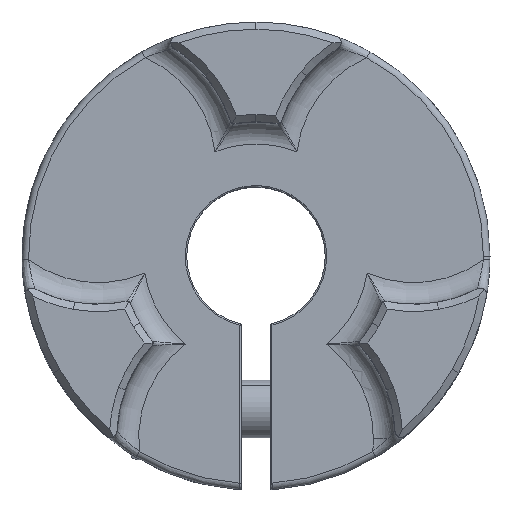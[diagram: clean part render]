
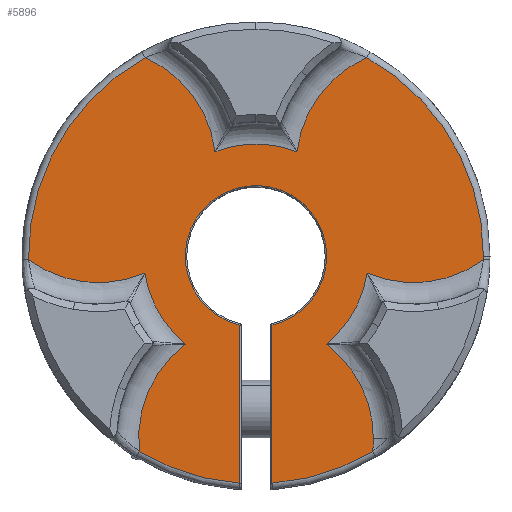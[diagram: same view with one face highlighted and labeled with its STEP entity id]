
A CAD part, top view. The second image highlights one B-rep face of the part: STEP entity #5896.
In plain terms, the highlighted planar face has unit normal (0, 0, 1).
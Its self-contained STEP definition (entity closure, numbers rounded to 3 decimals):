
#258=CIRCLE('',#6176,4.865);
#271=CIRCLE('',#6197,15.65);
#288=CIRCLE('',#6230,8.077);
#289=CIRCLE('',#6231,8.077);
#290=CIRCLE('',#6232,7.73);
#291=CIRCLE('',#6233,8.077);
#292=CIRCLE('',#6234,15.65);
#293=CIRCLE('',#6235,15.65);
#294=CIRCLE('',#6236,8.077);
#295=CIRCLE('',#6237,7.73);
#296=CIRCLE('',#6238,8.077);
#297=CIRCLE('',#6239,15.65);
#298=CIRCLE('',#6240,8.077);
#299=CIRCLE('',#6241,7.73);
#300=CIRCLE('',#6242,8.077);
#301=CIRCLE('',#6243,15.65);
#302=CIRCLE('',#6244,4.865);
#1447=VERTEX_POINT('',#14792);
#1456=VERTEX_POINT('',#15351);
#1470=VERTEX_POINT('',#15410);
#1474=VERTEX_POINT('',#15419);
#1487=VERTEX_POINT('',#15910);
#1491=VERTEX_POINT('',#15947);
#1509=VERTEX_POINT('',#16039);
#1510=VERTEX_POINT('',#16041);
#1511=VERTEX_POINT('',#16043);
#1512=VERTEX_POINT('',#16045);
#1513=VERTEX_POINT('',#16047);
#1514=VERTEX_POINT('',#16049);
#1515=VERTEX_POINT('',#16051);
#1516=VERTEX_POINT('',#16053);
#1517=VERTEX_POINT('',#16055);
#1518=VERTEX_POINT('',#16057);
#1519=VERTEX_POINT('',#16059);
#1520=VERTEX_POINT('',#16061);
#1521=VERTEX_POINT('',#16063);
#1810=VECTOR('',#6899,1.);
#1811=VECTOR('',#6928,1.);
#2023=LINE('',#16037,#1810);
#2024=LINE('',#16065,#1811);
#2706=EDGE_CURVE('',#1474,#1447,#258,.T.);
#2736=EDGE_CURVE('',#1491,#1487,#271,.F.);
#2771=EDGE_CURVE('',#1487,#1470,#2023,.F.);
#2772=EDGE_CURVE('',#1509,#1491,#288,.F.);
#2773=EDGE_CURVE('',#1510,#1509,#289,.F.);
#2774=EDGE_CURVE('',#1511,#1510,#290,.F.);
#2775=EDGE_CURVE('',#1512,#1511,#291,.F.);
#2776=EDGE_CURVE('',#1513,#1512,#292,.F.);
#2777=EDGE_CURVE('',#1514,#1513,#293,.F.);
#2778=EDGE_CURVE('',#1515,#1514,#294,.F.);
#2779=EDGE_CURVE('',#1516,#1515,#295,.F.);
#2780=EDGE_CURVE('',#1517,#1516,#296,.F.);
#2781=EDGE_CURVE('',#1518,#1517,#297,.F.);
#2782=EDGE_CURVE('',#1519,#1518,#298,.F.);
#2783=EDGE_CURVE('',#1520,#1519,#299,.F.);
#2784=EDGE_CURVE('',#1521,#1520,#300,.F.);
#2785=EDGE_CURVE('',#1456,#1521,#301,.F.);
#2786=EDGE_CURVE('',#1447,#1456,#2024,.F.);
#2787=EDGE_CURVE('',#1470,#1474,#302,.T.);
#4329=ORIENTED_EDGE('',*,*,#2771,.F.);
#4330=ORIENTED_EDGE('',*,*,#2736,.F.);
#4331=ORIENTED_EDGE('',*,*,#2772,.F.);
#4332=ORIENTED_EDGE('',*,*,#2773,.F.);
#4333=ORIENTED_EDGE('',*,*,#2774,.F.);
#4334=ORIENTED_EDGE('',*,*,#2775,.F.);
#4335=ORIENTED_EDGE('',*,*,#2776,.F.);
#4336=ORIENTED_EDGE('',*,*,#2777,.F.);
#4337=ORIENTED_EDGE('',*,*,#2778,.F.);
#4338=ORIENTED_EDGE('',*,*,#2779,.F.);
#4339=ORIENTED_EDGE('',*,*,#2780,.F.);
#4340=ORIENTED_EDGE('',*,*,#2781,.F.);
#4341=ORIENTED_EDGE('',*,*,#2782,.F.);
#4342=ORIENTED_EDGE('',*,*,#2783,.F.);
#4343=ORIENTED_EDGE('',*,*,#2784,.F.);
#4344=ORIENTED_EDGE('',*,*,#2785,.F.);
#4345=ORIENTED_EDGE('',*,*,#2786,.F.);
#4346=ORIENTED_EDGE('',*,*,#2706,.F.);
#4347=ORIENTED_EDGE('',*,*,#2787,.F.);
#5169=EDGE_LOOP('',(#4329,#4330,#4331,#4332,#4333,#4334,#4335,#4336,#4337,
#4338,#4339,#4340,#4341,#4342,#4343,#4344,#4345,#4346,#4347));
#5541=FACE_BOUND('',#5169,.T.);
#5896=ADVANCED_FACE('',(#5541),#24682,.T.);
#6176=AXIS2_PLACEMENT_3D('',#15420,#6776,#6777);
#6197=AXIS2_PLACEMENT_3D('',#15948,#6826,#6827);
#6229=AXIS2_PLACEMENT_3D('',#16036,#6898,$);
#6230=AXIS2_PLACEMENT_3D('',#16038,#6900,#6901);
#6231=AXIS2_PLACEMENT_3D('',#16040,#6902,#6903);
#6232=AXIS2_PLACEMENT_3D('',#16042,#6904,#6905);
#6233=AXIS2_PLACEMENT_3D('',#16044,#6906,#6907);
#6234=AXIS2_PLACEMENT_3D('',#16046,#6908,#6909);
#6235=AXIS2_PLACEMENT_3D('',#16048,#6910,#6911);
#6236=AXIS2_PLACEMENT_3D('',#16050,#6912,#6913);
#6237=AXIS2_PLACEMENT_3D('',#16052,#6914,#6915);
#6238=AXIS2_PLACEMENT_3D('',#16054,#6916,#6917);
#6239=AXIS2_PLACEMENT_3D('',#16056,#6918,#6919);
#6240=AXIS2_PLACEMENT_3D('',#16058,#6920,#6921);
#6241=AXIS2_PLACEMENT_3D('',#16060,#6922,#6923);
#6242=AXIS2_PLACEMENT_3D('',#16062,#6924,#6925);
#6243=AXIS2_PLACEMENT_3D('',#16064,#6926,#6927);
#6244=AXIS2_PLACEMENT_3D('',#16066,#6929,#6930);
#6776=DIRECTION('',(0.,0.,1.));
#6777=DIRECTION('',(4.865,0.,0.));
#6826=DIRECTION('',(0.,0.,1.));
#6827=DIRECTION('',(15.65,0.,0.));
#6898=DIRECTION('',(0.,0.,1.));
#6899=DIRECTION('',(0.,-1.,0.));
#6900=DIRECTION('',(0.,0.,1.));
#6901=DIRECTION('',(8.077,0.,0.));
#6902=DIRECTION('',(0.,0.,1.));
#6903=DIRECTION('',(8.077,0.,0.));
#6904=DIRECTION('',(0.,0.,1.));
#6905=DIRECTION('',(7.73,0.,0.));
#6906=DIRECTION('',(0.,0.,1.));
#6907=DIRECTION('',(8.077,0.,0.));
#6908=DIRECTION('',(0.,0.,1.));
#6909=DIRECTION('',(15.65,0.,0.));
#6910=DIRECTION('',(0.,0.,1.));
#6911=DIRECTION('',(15.65,0.,0.));
#6912=DIRECTION('',(0.,0.,1.));
#6913=DIRECTION('',(8.077,0.,0.));
#6914=DIRECTION('',(0.,0.,1.));
#6915=DIRECTION('',(7.73,0.,0.));
#6916=DIRECTION('',(0.,0.,1.));
#6917=DIRECTION('',(8.077,0.,0.));
#6918=DIRECTION('',(0.,0.,1.));
#6919=DIRECTION('',(15.65,0.,0.));
#6920=DIRECTION('',(0.,0.,1.));
#6921=DIRECTION('',(8.077,0.,0.));
#6922=DIRECTION('',(0.,0.,1.));
#6923=DIRECTION('',(7.73,0.,0.));
#6924=DIRECTION('',(0.,0.,1.));
#6925=DIRECTION('',(8.077,0.,0.));
#6926=DIRECTION('',(0.,0.,1.));
#6927=DIRECTION('',(15.65,0.,0.));
#6928=DIRECTION('',(0.,1.,0.));
#6929=DIRECTION('',(0.,0.,1.));
#6930=DIRECTION('',(4.865,0.,0.));
#14792=CARTESIAN_POINT('',(-1.1,-4.739,10.4));
#15351=CARTESIAN_POINT('',(-1.1,-15.611,10.4));
#15410=CARTESIAN_POINT('',(1.1,-4.739,10.4));
#15419=CARTESIAN_POINT('',(4.865,0.,10.4));
#15420=CARTESIAN_POINT('',(0.,0.,10.4));
#15910=CARTESIAN_POINT('',(1.1,-15.611,10.4));
#15947=CARTESIAN_POINT('',(8.025,-13.436,10.4));
#15948=CARTESIAN_POINT('',(0.,0.,10.4));
#16036=CARTESIAN_POINT('',(0.,0.,10.4));
#16037=CARTESIAN_POINT('',(1.1,-4.5,10.4));
#16038=CARTESIAN_POINT('',(0.,-12.52,10.4));
#16039=CARTESIAN_POINT('',(8.077,-12.52,10.4));
#16040=CARTESIAN_POINT('',(0.,-12.52,10.4));
#16041=CARTESIAN_POINT('',(4.823,-6.041,10.4));
#16042=CARTESIAN_POINT('',(0.,0.,10.4));
#16043=CARTESIAN_POINT('',(7.643,-1.156,10.4));
#16044=CARTESIAN_POINT('',(10.843,6.26,10.4));
#16045=CARTESIAN_POINT('',(15.648,-0.232,10.4));
#16046=CARTESIAN_POINT('',(0.,0.,10.4));
#16047=CARTESIAN_POINT('',(15.65,0.,10.4));
#16048=CARTESIAN_POINT('',(0.,0.,10.4));
#16049=CARTESIAN_POINT('',(7.623,13.668,10.4));
#16050=CARTESIAN_POINT('',(10.843,6.26,10.4));
#16051=CARTESIAN_POINT('',(2.82,7.197,10.4));
#16052=CARTESIAN_POINT('',(0.,0.,10.4));
#16053=CARTESIAN_POINT('',(-2.82,7.197,10.4));
#16054=CARTESIAN_POINT('',(-10.843,6.26,10.4));
#16055=CARTESIAN_POINT('',(-7.623,13.668,10.4));
#16056=CARTESIAN_POINT('',(0.,0.,10.4));
#16057=CARTESIAN_POINT('',(-15.648,-0.232,10.4));
#16058=CARTESIAN_POINT('',(-10.843,6.26,10.4));
#16059=CARTESIAN_POINT('',(-7.643,-1.156,10.4));
#16060=CARTESIAN_POINT('',(0.,0.,10.4));
#16061=CARTESIAN_POINT('',(-4.823,-6.041,10.4));
#16062=CARTESIAN_POINT('',(0.,-12.52,10.4));
#16063=CARTESIAN_POINT('',(-8.025,-13.436,10.4));
#16064=CARTESIAN_POINT('',(0.,0.,10.4));
#16065=CARTESIAN_POINT('',(-1.1,-4.5,10.4));
#16066=CARTESIAN_POINT('',(0.,0.,10.4));
#24682=PLANE('',#6229);
